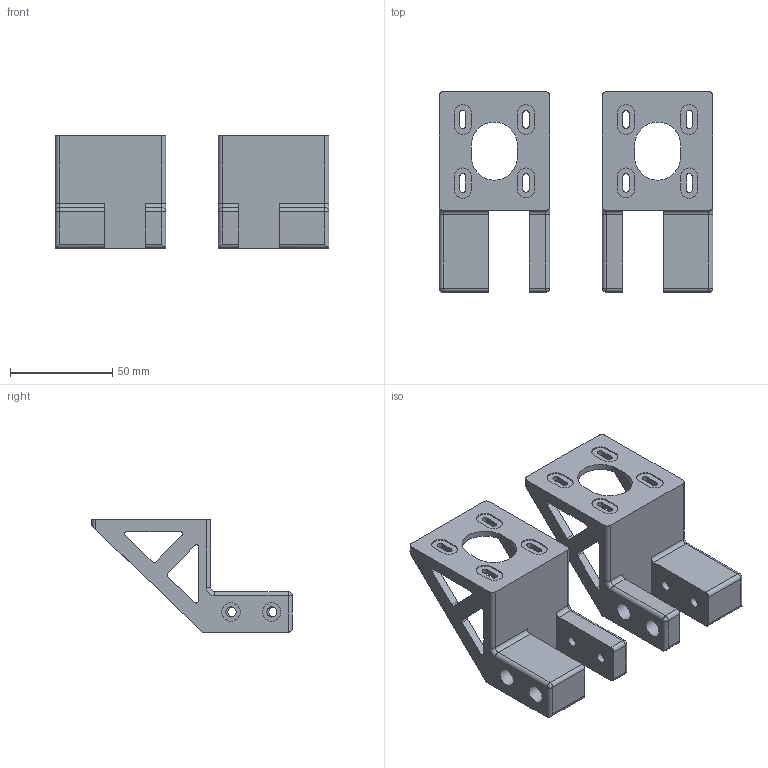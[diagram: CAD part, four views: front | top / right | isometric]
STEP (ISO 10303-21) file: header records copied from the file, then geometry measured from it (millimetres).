
FILE_DESCRIPTION(/* description */ (''),/* implementation_level */ '2;1');
FILE_NAME(/* name */ 'XY Motor Brackets.step',/* time_stamp */ '2020-10-08T23:36:17-05:00',/* author */ (''),/* organization */ (''),/* preprocessor_version */ 'ST-DEVELOPER v18.1',/* originating_system */ 'Autodesk Translation Framework v9.3.0.1241',/* authorisation */ '');
FILE_SCHEMA (('AUTOMOTIVE_DESIGN { 1 0 10303 214 3 1 1 }'));
Length unit declared in the file: millimetre
Products named in the file (1): XY Motor Brackets
Bounding box: 134.2 x 98.2 x 55.25 mm (x, y, z)
Volume: 99066.9 mm3; surface area: 48490.2 mm2
Topology: 2 solids, 2 shells, 224 faces, 580 edges, 376 vertices
Faces by surface type: plane 112, cylinder 104, torus 4, sphere 4
Full cylindrical faces by diameter (mm): 5 x8, 9 x8
Entity records: 6992 total; most frequent: DIRECTION 1238, CARTESIAN_POINT 1181, ORIENTED_EDGE 1160, EDGE_CURVE 580, AXIS2_PLACEMENT_3D 433, VERTEX_POINT 376, LINE 372, VECTOR 372
